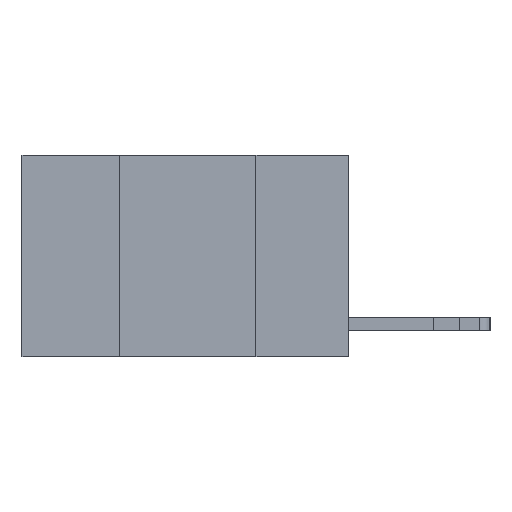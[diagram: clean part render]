
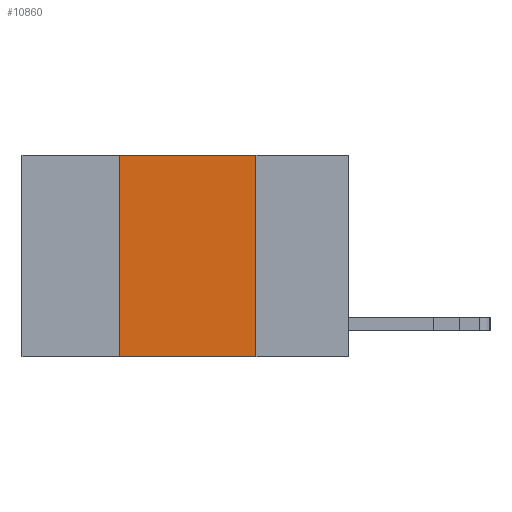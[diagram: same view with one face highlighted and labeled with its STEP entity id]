
A CAD part, left-side view. The second image highlights one B-rep face of the part: STEP entity #10860.
In plain terms, the highlighted planar face has unit normal (-1, 0, 0).
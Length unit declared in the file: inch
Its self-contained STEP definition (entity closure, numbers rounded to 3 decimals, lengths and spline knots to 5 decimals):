
#280 = LINE ( 'NONE', #12258, #5797 ) ;
#290 = CARTESIAN_POINT ( 'NONE',  ( 0., 0.42, 0. ) ) ;
#301 = VERTEX_POINT ( 'NONE', #290 ) ;
#463 = ORIENTED_EDGE ( 'NONE', *, *, #6826, .F. ) ;
#1193 = LINE ( 'NONE', #11925, #8399 ) ;
#1419 = VECTOR ( 'NONE', #10196, 39.37008 ) ;
#2100 = LINE ( 'NONE', #13890, #1419 ) ;
#2921 = DIRECTION ( 'NONE',  ( 0., -1., 0. ) ) ;
#3151 = EDGE_LOOP ( 'NONE', ( #10518, #463, #13188, #11263 ) ) ;
#3312 = CARTESIAN_POINT ( 'NONE',  ( 0., 0.42, -0.37 ) ) ;
#4083 = DIRECTION ( 'NONE',  ( 0., 0., -1. ) ) ;
#4240 = AXIS2_PLACEMENT_3D ( 'NONE', #4365, #9725, #4527 ) ;
#4365 = CARTESIAN_POINT ( 'NONE',  ( 0., 0.6, 0. ) ) ;
#4527 = DIRECTION ( 'NONE',  ( 0., 0., -1. ) ) ;
#4804 = VERTEX_POINT ( 'NONE', #12528 ) ;
#4878 = VECTOR ( 'NONE', #7945, 39.37008 ) ;
#5122 = CARTESIAN_POINT ( 'NONE',  ( 0., 0.6, 0. ) ) ;
#5761 = PLANE ( 'NONE',  #4240 ) ;
#5797 = VECTOR ( 'NONE', #2921, 39.37008 ) ;
#6340 = CARTESIAN_POINT ( 'NONE',  ( 0., 0.17, -0.37 ) ) ;
#6826 = EDGE_CURVE ( 'NONE', #301, #4804, #7595, .T. ) ;
#6888 = VERTEX_POINT ( 'NONE', #6340 ) ;
#7595 = LINE ( 'NONE', #5122, #4878 ) ;
#7945 = DIRECTION ( 'NONE',  ( 0., -1., 0. ) ) ;
#8399 = VECTOR ( 'NONE', #4083, 39.37008 ) ;
#9388 = VERTEX_POINT ( 'NONE', #3312 ) ;
#9725 = DIRECTION ( 'NONE',  ( 1., 0., 0. ) ) ;
#10196 = DIRECTION ( 'NONE',  ( 0., 0., 1. ) ) ;
#10450 = EDGE_CURVE ( 'NONE', #9388, #6888, #280, .T. ) ;
#10518 = ORIENTED_EDGE ( 'NONE', *, *, #15085, .F. ) ;
#10860 = ADVANCED_FACE ( 'NONE', ( #16595 ), #5761, .F. ) ;
#11263 = ORIENTED_EDGE ( 'NONE', *, *, #10450, .T. ) ;
#11602 = EDGE_CURVE ( 'NONE', #9388, #301, #2100, .T. ) ;
#11925 = CARTESIAN_POINT ( 'NONE',  ( 0., 0.17, 0. ) ) ;
#12258 = CARTESIAN_POINT ( 'NONE',  ( 0., 0.6, -0.37 ) ) ;
#12528 = CARTESIAN_POINT ( 'NONE',  ( 0., 0.17, 0. ) ) ;
#13188 = ORIENTED_EDGE ( 'NONE', *, *, #11602, .F. ) ;
#13890 = CARTESIAN_POINT ( 'NONE',  ( 0., 0.42, 0. ) ) ;
#15085 = EDGE_CURVE ( 'NONE', #4804, #6888, #1193, .T. ) ;
#16595 = FACE_OUTER_BOUND ( 'NONE', #3151, .T. ) ;
